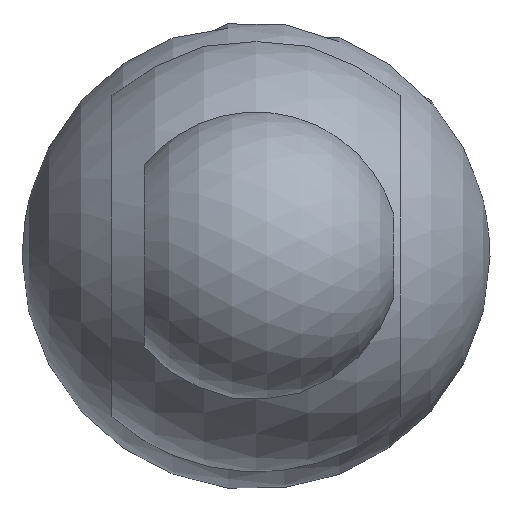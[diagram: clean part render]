
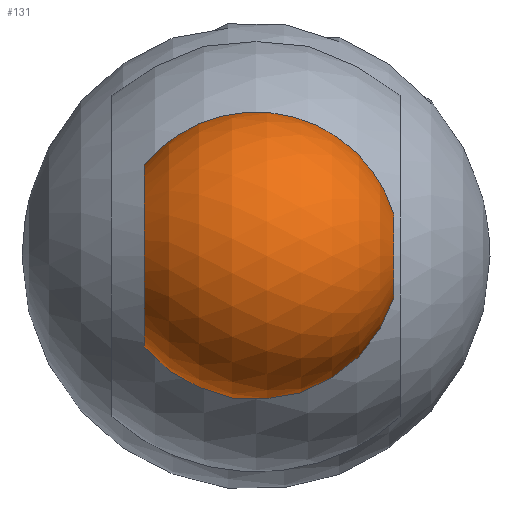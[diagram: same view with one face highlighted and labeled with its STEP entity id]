
A CAD part, left-side view. The second image highlights one B-rep face of the part: STEP entity #131.
In plain terms, the highlighted spherical face has radius 8 mm.
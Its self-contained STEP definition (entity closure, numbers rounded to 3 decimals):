
#131=ADVANCED_FACE('',(#151,#152,#153),#145,.T.);
#145=SPHERICAL_SURFACE('',#294,8.);
#151=FACE_BOUND('',#167,.T.);
#152=FACE_BOUND('',#168,.T.);
#153=FACE_BOUND('',#169,.T.);
#167=EDGE_LOOP('',(#193));
#168=EDGE_LOOP('',(#194));
#169=EDGE_LOOP('',(#195));
#193=ORIENTED_EDGE('',*,*,#255,.F.);
#194=ORIENTED_EDGE('',*,*,#256,.T.);
#195=ORIENTED_EDGE('',*,*,#257,.T.);
#237=VERTEX_POINT('',#373);
#238=VERTEX_POINT('',#375);
#239=VERTEX_POINT('',#377);
#255=EDGE_CURVE('',#237,#237,#277,.T.);
#256=EDGE_CURVE('',#238,#238,#278,.T.);
#257=EDGE_CURVE('',#239,#239,#279,.T.);
#277=CIRCLE('',#291,5.056);
#278=CIRCLE('',#292,2.3);
#279=CIRCLE('',#293,5.);
#291=AXIS2_PLACEMENT_3D('',#372,#322,#323);
#292=AXIS2_PLACEMENT_3D('',#374,#324,#325);
#293=AXIS2_PLACEMENT_3D('',#376,#326,#327);
#294=AXIS2_PLACEMENT_3D('',#378,#328,#329);
#322=DIRECTION('',(0.,1.,0.));
#323=DIRECTION('',(0.,0.,1.));
#324=DIRECTION('',(0.,1.,0.));
#325=DIRECTION('',(0.,0.,1.));
#326=DIRECTION('',(-1.,0.,0.));
#327=DIRECTION('',(0.,0.,1.));
#328=DIRECTION('',(0.,1.,0.));
#329=DIRECTION('',(-1.,0.,0.));
#372=CARTESIAN_POINT('',(144.287,126.763,0.));
#373=CARTESIAN_POINT('',(144.287,126.763,5.056));
#374=CARTESIAN_POINT('',(144.287,112.9,0.));
#375=CARTESIAN_POINT('',(144.287,112.9,2.3));
#376=CARTESIAN_POINT('',(150.532,120.563,0.));
#377=CARTESIAN_POINT('',(150.532,120.563,5.));
#378=CARTESIAN_POINT('',(144.287,120.563,0.));
